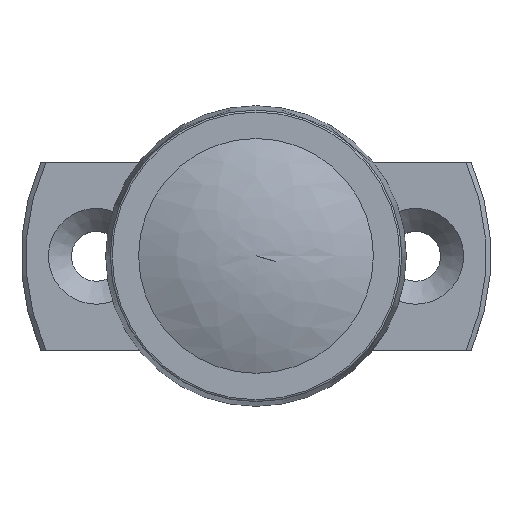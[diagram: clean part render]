
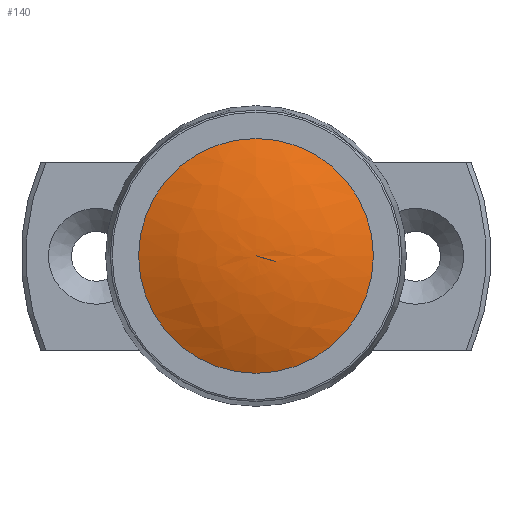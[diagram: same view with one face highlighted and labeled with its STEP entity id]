
A CAD part, top view. The second image highlights one B-rep face of the part: STEP entity #140.
In plain terms, the highlighted free-form (B-spline) face has degree [3, 3] with [4, 7] control points.
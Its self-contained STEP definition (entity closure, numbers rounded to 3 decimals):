
#140 = ADVANCED_FACE( '', ( #353, #354 ), #355, .T. );
#353 = FACE_BOUND( '', #678, .T. );
#354 = FACE_OUTER_BOUND( '', #679, .T. );
#355 = ( BOUNDED_SURFACE(  )B_SPLINE_SURFACE( 3, 3, ( ( #682, #683, #684, #685, #686, #687, #688 ), ( #689, #690, #691, #692, #693, #694, #695 ), ( #696, #697, #698, #699, #700, #701, #702 ), ( #703, #704, #705, #706, #707, #708, #709 ) ), .UNSPECIFIED., .F., .T., .F. )B_SPLINE_SURFACE_WITH_KNOTS( ( 4, 4 ), ( 4, 3, 4 ), ( 0., 6.283 ), ( 1.143, 1.358, 1.573 ), .UNSPECIFIED. )GEOMETRIC_REPRESENTATION_ITEM(  )RATIONAL_B_SPLINE_SURFACE( ( ( 1., 0.333, 0.333, 1., 0.333, 0.333, 1. ), ( 0.985, 0.328, 0.328, 0.985, 0.328, 0.328, 0.985 ), ( 0.985, 0.328, 0.328, 0.985, 0.328, 0.328, 0.985 ), ( 1., 0.333, 0.333, 1., 0.333, 0.333, 1. ) ) )REPRESENTATION_ITEM( '' )SURFACE(  ) );
#678 = VERTEX_LOOP( '', #1077 );
#679 = EDGE_LOOP( '', ( #1078 ) );
#682 = CARTESIAN_POINT( '', ( 0., 0., 27.8 ) );
#683 = CARTESIAN_POINT( '', ( 0., 0., 27.8 ) );
#684 = CARTESIAN_POINT( '', ( 0., 0., 27.8 ) );
#685 = CARTESIAN_POINT( '', ( 0., 0., 27.8 ) );
#686 = CARTESIAN_POINT( '', ( 0., 0., 27.8 ) );
#687 = CARTESIAN_POINT( '', ( 0., 0., 27.8 ) );
#688 = CARTESIAN_POINT( '', ( 0., 0., 27.8 ) );
#689 = CARTESIAN_POINT( '', ( 4.329, 0., 27.809 ) );
#690 = CARTESIAN_POINT( '', ( 4.329, 8.658, 27.809 ) );
#691 = CARTESIAN_POINT( '', ( -4.329, 8.658, 27.809 ) );
#692 = CARTESIAN_POINT( '', ( -4.329, 0., 27.809 ) );
#693 = CARTESIAN_POINT( '', ( -4.329, -8.658, 27.809 ) );
#694 = CARTESIAN_POINT( '', ( 4.329, -8.658, 27.809 ) );
#695 = CARTESIAN_POINT( '', ( 4.329, 0., 27.809 ) );
#696 = CARTESIAN_POINT( '', ( 8.561, 0., 26.895 ) );
#697 = CARTESIAN_POINT( '', ( 8.561, 17.121, 26.895 ) );
#698 = CARTESIAN_POINT( '', ( -8.561, 17.121, 26.895 ) );
#699 = CARTESIAN_POINT( '', ( -8.561, 0., 26.895 ) );
#700 = CARTESIAN_POINT( '', ( -8.561, -17.121, 26.895 ) );
#701 = CARTESIAN_POINT( '', ( 8.561, -17.121, 26.895 ) );
#702 = CARTESIAN_POINT( '', ( 8.561, 0., 26.895 ) );
#703 = CARTESIAN_POINT( '', ( 12.5, 0., 25.1 ) );
#704 = CARTESIAN_POINT( '', ( 12.5, 25., 25.1 ) );
#705 = CARTESIAN_POINT( '', ( -12.5, 25., 25.1 ) );
#706 = CARTESIAN_POINT( '', ( -12.5, 0., 25.1 ) );
#707 = CARTESIAN_POINT( '', ( -12.5, -25., 25.1 ) );
#708 = CARTESIAN_POINT( '', ( 12.5, -25., 25.1 ) );
#709 = CARTESIAN_POINT( '', ( 12.5, 0., 25.1 ) );
#1077 = VERTEX_POINT( '', #1643 );
#1078 = ORIENTED_EDGE( '', *, *, #1644, .T. );
#1643 = CARTESIAN_POINT( '', ( 0., 0., 27.8 ) );
#1644 = EDGE_CURVE( '', #1909, #1909, #1910, .T. );
#1909 = VERTEX_POINT( '', #2270 );
#1910 = CIRCLE( '', #2271, 12.5 );
#2270 = CARTESIAN_POINT( '', ( 12.5, 0., 25.1 ) );
#2271 = AXIS2_PLACEMENT_3D( '', #2662, #2663, #2664 );
#2662 = CARTESIAN_POINT( '', ( 0., 0., 25.1 ) );
#2663 = DIRECTION( '', ( 0., 0., 1. ) );
#2664 = DIRECTION( '', ( 1., 0., 0. ) );
